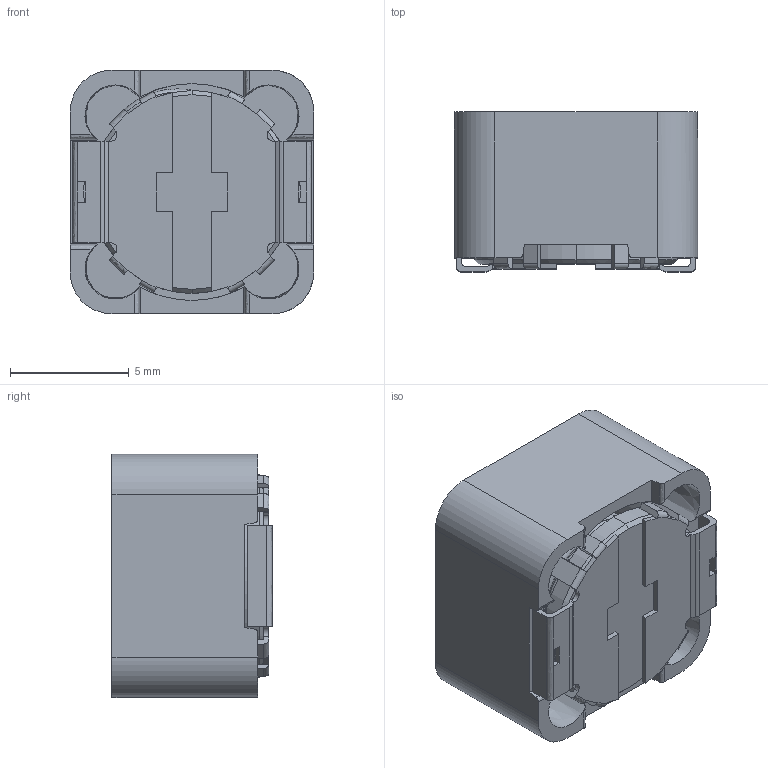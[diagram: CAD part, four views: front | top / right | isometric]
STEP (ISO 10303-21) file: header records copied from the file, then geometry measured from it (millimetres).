
FILE_DESCRIPTION(('FreeCAD Model'),'2;1');
FILE_NAME('Open CASCADE Shape Model','2025-04-29T06:24:57',('FreeCAD'),( 'FreeCAD'),'Open CASCADE STEP processor 7.6','FreeCAD','Unknown');
FILE_SCHEMA(('AUTOMOTIVE_DESIGN { 1 0 10303 214 1 1 1 1 }'));
Length unit declared in the file: millimetre
Products named in the file (1): Open CASCADE STEP translator 7.6 1
Bounding box: 10.23 x 6.74 x 10.23 mm (x, y, z)
Volume: 409.6 mm3; surface area: 1247.1 mm2
Topology: 10 solids, 10 shells, 271 faces, 722 edges, 468 vertices
Faces by surface type: bspline 271
Entity records: 16139 total; most frequent: CARTESIAN_POINT 11960, ORIENTED_EDGE 1444, EDGE_CURVE 722, B_SPLINE_CURVE_WITH_KNOTS 518, VERTEX_POINT 468, FACE_BOUND 280, EDGE_LOOP 280, ADVANCED_FACE 271
